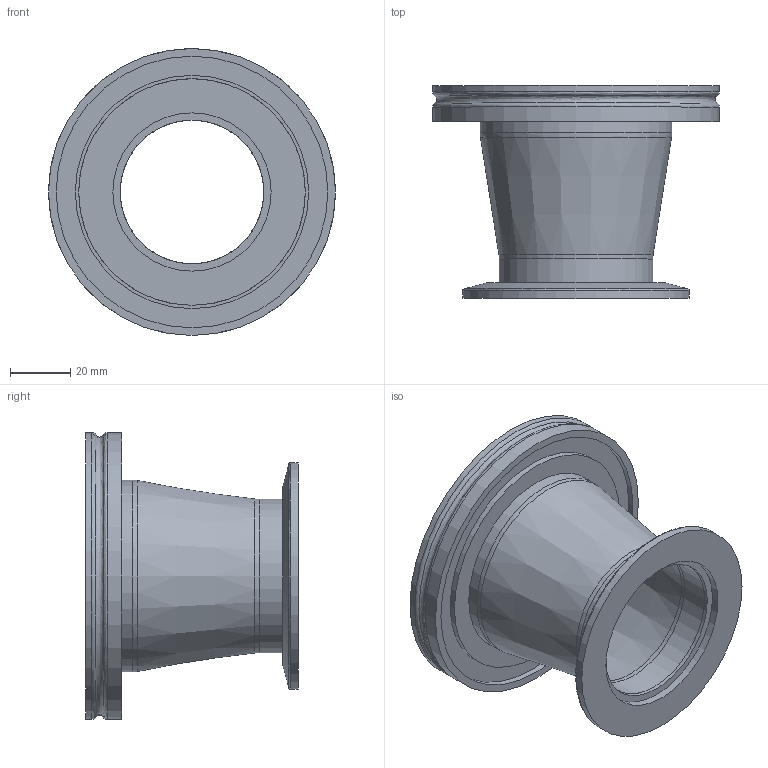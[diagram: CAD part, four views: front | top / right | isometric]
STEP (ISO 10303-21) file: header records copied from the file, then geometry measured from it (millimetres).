
FILE_DESCRIPTION (( 'STEP AP214' ), '1' );
FILE_NAME ('AC1ISOK63KF50 FULLVAC.stp', '2020-12-08T09:16:41', ( '' ), ( '' ), 'SwSTEP 2.0', 'SolidWorks 2017', '' );
FILE_SCHEMA (( 'AUTOMOTIVE_DESIGN' ));
Length unit declared in the file: millimetre
Products named in the file (4): AC1ISOK63KF50 FULLVAC; 2^AC1ISOK63KF50 FULLVAC; 3^AC1ISOK63KF50 FULLVAC; 1^AC1ISOK63KF50 FULLVAC
Assembly tree (3 placements, depth 2):
  AC1ISOK63KF50 FULLVAC
    1^AC1ISOK63KF50 FULLVAC
    2^AC1ISOK63KF50 FULLVAC
    3^AC1ISOK63KF50 FULLVAC
Bounding box: 95 x 70.4 x 95 mm (x, y, z)
Volume: 67977.9 mm3; surface area: 44507.2 mm2
Topology: 3 solids, 3 shells, 40 faces, 79 edges, 51 vertices
Faces by surface type: cylinder 15, plane 12, bspline 9, cone 4
Full cylindrical faces by diameter (mm): 47.5 x1, 47.6 x1, 50.8 x1, 51.1 x1, 52.4 x1, 60.2 x2, 63.5 x1, 63.8 x1, 70.1 x1, 75 x1, 77.2 x1, 89.9 x1, 95 x2
Entity records: 1619 total; most frequent: CARTESIAN_POINT 375, DIRECTION 152, EDGE_LOOP 80, ORIENTED_EDGE 80, AXIS2_PLACEMENT_3D 76, FACE_OUTER_BOUND 64, UNCERTAINTY_MEASURE_WITH_UNIT 50, SURFACE_STYLE_USAGE 46
